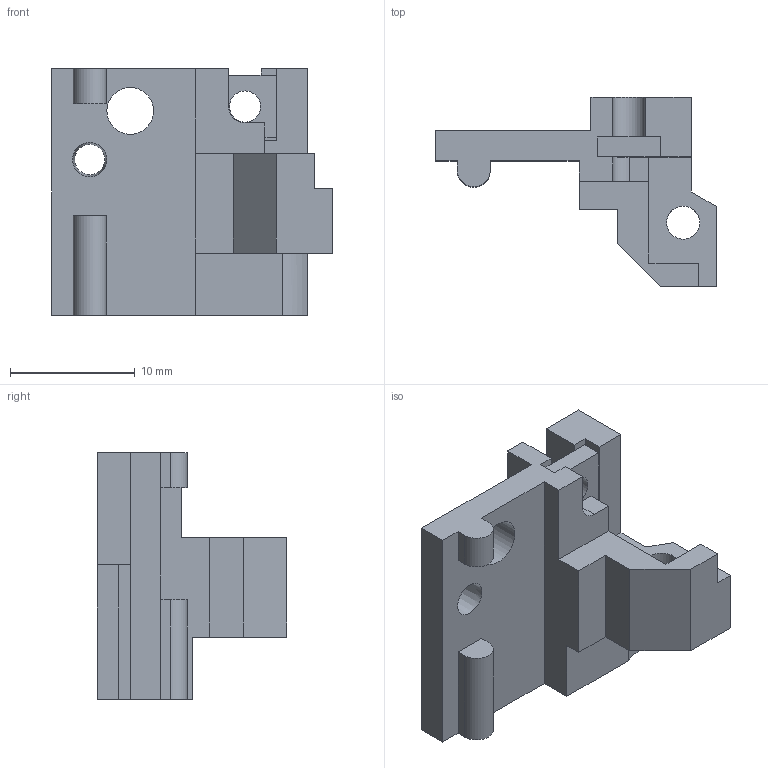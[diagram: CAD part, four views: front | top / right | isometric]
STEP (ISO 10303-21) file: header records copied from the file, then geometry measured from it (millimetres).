
FILE_DESCRIPTION(/* description */ (''),/* implementation_level */ '2;1');
FILE_NAME(/* name */ '100072740ugm000_b.stp',/* time_stamp */ '2016-09-28T11:52:30+02:00',/* author */ (''),/* organization */ (''),/* preprocessor_version */ 'ST-DEVELOPER v16',/* originating_system */ 'SIEMENS PLM Software NX 10.0',/* authorisation */ '');
FILE_SCHEMA (('AUTOMOTIVE_DESIGN { 1 0 10303 214 3 1 1 1 }'));
Length unit declared in the file: millimetre
Products named in the file (1): 100072740ugm000_b
Bounding box: 22.5 x 15.2 x 19.8 mm (x, y, z)
Volume: 1666.4 mm3; surface area: 1781.6 mm2
Topology: 1 solids, 1 shells, 63 faces, 187 edges, 122 vertices
Faces by surface type: plane 54, cylinder 8, cone 1
Full cylindrical faces by diameter (mm): 2.5 x1, 2.65 x1, 3.75 x1
Entity records: 2162 total; most frequent: CARTESIAN_POINT 369, ORIENTED_EDGE 366, DIRECTION 330, EDGE_CURVE 183, LINE 164, VECTOR 164, VERTEX_POINT 122, AXIS2_PLACEMENT_3D 83
